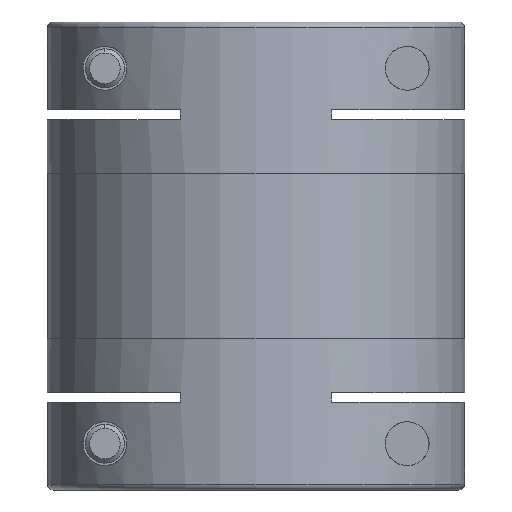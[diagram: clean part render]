
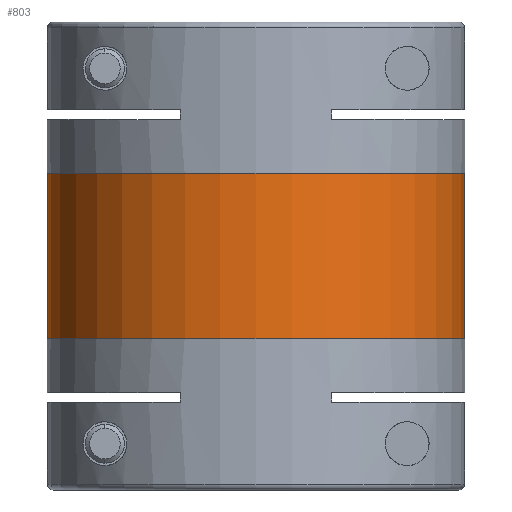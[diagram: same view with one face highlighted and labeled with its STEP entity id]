
A CAD part, front view. The second image highlights one B-rep face of the part: STEP entity #803.
In plain terms, the highlighted cylindrical face has radius 21.35 mm (diameter 42.7 mm), a partial arc.
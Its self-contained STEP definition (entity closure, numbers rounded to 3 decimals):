
#134 = DIRECTION ( 'NONE',  ( -1., 0., 0. ) ) ;
#176 = VERTEX_POINT ( 'NONE', #2893 ) ;
#327 = DIRECTION ( 'NONE',  ( -1., 0., 0. ) ) ;
#585 = CARTESIAN_POINT ( 'NONE',  ( 0., 0., -32.5 ) ) ;
#604 = EDGE_CURVE ( 'NONE', #2904, #176, #3396, .T. ) ;
#608 = CARTESIAN_POINT ( 'NONE',  ( -21.35, 0., -32.5 ) ) ;
#655 = DIRECTION ( 'NONE',  ( 0., 0., 1. ) ) ;
#796 = EDGE_CURVE ( 'NONE', #2053, #2904, #5484, .T. ) ;
#803 = ADVANCED_FACE ( 'NONE', ( #2577 ), #2637, .T. ) ;
#1060 = CARTESIAN_POINT ( 'NONE',  ( -21.35, 0., -48. ) ) ;
#1156 = CARTESIAN_POINT ( 'NONE',  ( 21.35, 0., -48. ) ) ;
#1589 = EDGE_CURVE ( 'NONE', #2053, #4243, #2513, .T. ) ;
#1910 = CARTESIAN_POINT ( 'NONE',  ( 21.35, 0., -15.5 ) ) ;
#2053 = VERTEX_POINT ( 'NONE', #3637 ) ;
#2119 = ORIENTED_EDGE ( 'NONE', *, *, #604, .T. ) ;
#2441 = DIRECTION ( 'NONE',  ( 0., 0., 1. ) ) ;
#2466 = CARTESIAN_POINT ( 'NONE',  ( 0., 0., -15.5 ) ) ;
#2513 = CIRCLE ( 'NONE', #2870, 21.35 ) ;
#2577 = FACE_OUTER_BOUND ( 'NONE', #5342, .T. ) ;
#2637 = CYLINDRICAL_SURFACE ( 'NONE', #4808, 21.35 ) ;
#2691 = CARTESIAN_POINT ( 'NONE',  ( 0., 0., -48. ) ) ;
#2870 = AXIS2_PLACEMENT_3D ( 'NONE', #585, #5243, #3980 ) ;
#2893 = CARTESIAN_POINT ( 'NONE',  ( -21.35, 0., -15.5 ) ) ;
#2904 = VERTEX_POINT ( 'NONE', #1910 ) ;
#3035 = VECTOR ( 'NONE', #2441, 1000. ) ;
#3107 = EDGE_CURVE ( 'NONE', #4243, #176, #4898, .T. ) ;
#3343 = VECTOR ( 'NONE', #655, 1000. ) ;
#3396 = CIRCLE ( 'NONE', #4625, 21.35 ) ;
#3637 = CARTESIAN_POINT ( 'NONE',  ( 21.35, 0., -32.5 ) ) ;
#3980 = DIRECTION ( 'NONE',  ( -1., 0., 0. ) ) ;
#3988 = ORIENTED_EDGE ( 'NONE', *, *, #796, .T. ) ;
#4144 = DIRECTION ( 'NONE',  ( 0., 0., -1. ) ) ;
#4155 = ORIENTED_EDGE ( 'NONE', *, *, #1589, .F. ) ;
#4243 = VERTEX_POINT ( 'NONE', #608 ) ;
#4625 = AXIS2_PLACEMENT_3D ( 'NONE', #2466, #4144, #327 ) ;
#4767 = DIRECTION ( 'NONE',  ( 0., 0., 1. ) ) ;
#4808 = AXIS2_PLACEMENT_3D ( 'NONE', #2691, #4767, #134 ) ;
#4898 = LINE ( 'NONE', #1060, #3343 ) ;
#4986 = ORIENTED_EDGE ( 'NONE', *, *, #3107, .F. ) ;
#5243 = DIRECTION ( 'NONE',  ( 0., 0., -1. ) ) ;
#5342 = EDGE_LOOP ( 'NONE', ( #4155, #3988, #2119, #4986 ) ) ;
#5484 = LINE ( 'NONE', #1156, #3035 ) ;
